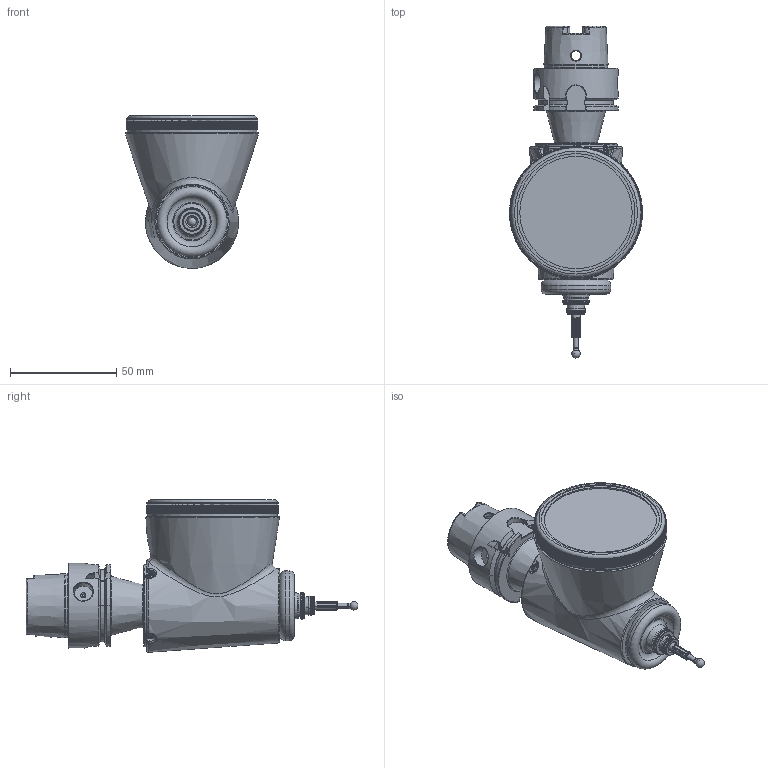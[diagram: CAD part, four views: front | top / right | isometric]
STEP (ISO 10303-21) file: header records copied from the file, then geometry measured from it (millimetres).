
FILE_DESCRIPTION(('HOOPS Exchange Step'),'2;1');
FILE_NAME('export-0A112B8E-CC51-4F83-BA08-531FF8B87F94.stp','2021-10-06T14:38:26+02:00',('User'),('Alibre'),'HOOPS Exchange 2020.1','Alibre','Unknown authorisation');
FILE_SCHEMA( ('AP242_MANAGED_MODEL_BASED_3D_ENGINEERING_MIM_LF {1 0 10303 442 1 1 4 }') );
Length unit declared in the file: millimetre
Products named in the file (11): 4894-2 HSK-A40; 4894-3 Haimer body; 4894-4 Haimer Part 4; 4894-5 Haimer Bolt; 4894-6 Haimer part 6; 4894-7 Haimer part 7; 3852 Short probe tip for 3D-sensor 4mm (80.362.00); 4894-8 Haimer clock; 4894-9 Haimer clock glass; 4894-1 Clamping shank D12; 4894 3D-Sensor New Generation + integrated taper HSK-A40 (80.363.A40NG)
Assembly tree (21 placements, depth 2):
  4894 3D-Sensor New Generation + integrated taper HSK-A40 (80.363.A40NG)
    4894-2 HSK-A40
    4894-3 Haimer body
    4894-4 Haimer Part 4
    4894-5 Haimer Bolt  x9
    4894-6 Haimer part 6  x4
    4894-7 Haimer part 7
    3852 Short probe tip for 3D-sensor 4mm (80.362.00)
    4894-8 Haimer clock
    4894-9 Haimer clock glass
    4894-1 Clamping shank D12
Bounding box: 62.69 x 156.49 x 71.93 mm (x, y, z)
Volume: 155644.6 mm3; surface area: 64029.7 mm2
Topology: 20 solids, 45 shells, 3935 faces, 10965 edges, 7226 vertices
Faces by surface type: plane 1752, extrusion 866, cylinder 639, bspline 261, cone 205, torus 189, sphere 23
Full cylindrical faces by diameter (mm): 0.5 x1, 1.6 x1, 2 x1, 2.5 x8, 3 x1, 3.5 x5, 4 x4, 4.5 x9, 4.6 x2, 7.5 x1, 9 x4, 10 x1, 11 x1, 11.5 x1, 12 x2, 17 x1, 21 x2, 24 x1, 25.5 x1, 30 x1, 32 x1, 33 x1, 38.8 x1, 39 x1, 40 x1, 53 x2, 55 x2, 55.6 x1, 61 x1
Entity records: 151032 total; most frequent: CARTESIAN_POINT 57104, ORIENTED_EDGE 20930, DIRECTION 15780, EDGE_CURVE 10471, VERTEX_POINT 6924, VECTOR 6674, LINE 5808, AXIS2_PLACEMENT_3D 4553
